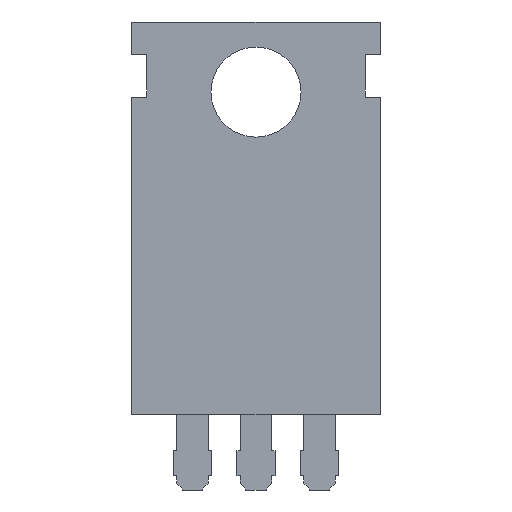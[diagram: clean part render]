
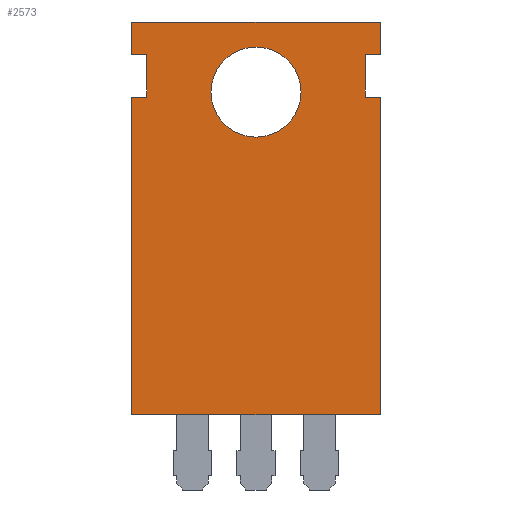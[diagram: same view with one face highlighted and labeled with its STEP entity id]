
A CAD part, front view. The second image highlights one B-rep face of the part: STEP entity #2573.
In plain terms, the highlighted planar face has unit normal (0, -1, 0).
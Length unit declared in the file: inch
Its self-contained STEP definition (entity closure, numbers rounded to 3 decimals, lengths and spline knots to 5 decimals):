
#20 = VERTEX_POINT ( 'NONE', #1781 ) ;
#96 = LINE ( 'NONE', #1468, #7620 ) ;
#126 = EDGE_CURVE ( 'NONE', #7085, #1325, #96, .T. ) ;
#208 = DIRECTION ( 'NONE',  ( 0., 0., 1. ) ) ;
#341 = VECTOR ( 'NONE', #208, 39.37008 ) ;
#357 = CARTESIAN_POINT ( 'NONE',  ( -0.19528, -0.09549, 0.73475 ) ) ;
#474 = CARTESIAN_POINT ( 'NONE',  ( -0.19528, -0.09549, 0.61664 ) ) ;
#633 = DIRECTION ( 'NONE',  ( 0., 0., -1. ) ) ;
#701 = VERTEX_POINT ( 'NONE', #6837 ) ;
#768 = LINE ( 'NONE', #6426, #341 ) ;
#832 = DIRECTION ( 'NONE',  ( 0., 0., 1. ) ) ;
#847 = VERTEX_POINT ( 'NONE', #4669 ) ;
#868 = EDGE_CURVE ( 'NONE', #1325, #1006, #2712, .T. ) ;
#1006 = VERTEX_POINT ( 'NONE', #3661 ) ;
#1013 = VERTEX_POINT ( 'NONE', #1328 ) ;
#1069 = DIRECTION ( 'NONE',  ( -1., 0., 0. ) ) ;
#1127 = ORIENTED_EDGE ( 'NONE', *, *, #5308, .T. ) ;
#1318 = EDGE_CURVE ( 'NONE', #847, #4725, #2582, .T. ) ;
#1325 = VERTEX_POINT ( 'NONE', #3076 ) ;
#1328 = CARTESIAN_POINT ( 'NONE',  ( 0., -0.09549, 0.69538 ) ) ;
#1385 = EDGE_LOOP ( 'NONE', ( #2359, #8011 ) ) ;
#1399 = VECTOR ( 'NONE', #4714, 39.37008 ) ;
#1458 = EDGE_CURVE ( 'NONE', #6288, #1013, #2365, .T. ) ;
#1467 = CARTESIAN_POINT ( 'NONE',  ( -0.17165, -0.09549, 0.61664 ) ) ;
#1468 = CARTESIAN_POINT ( 'NONE',  ( -0.17165, -0.09549, 0.68356 ) ) ;
#1481 = ORIENTED_EDGE ( 'NONE', *, *, #1489, .T. ) ;
#1489 = EDGE_CURVE ( 'NONE', #4391, #7085, #7496, .T. ) ;
#1586 = CARTESIAN_POINT ( 'NONE',  ( 0., -0.09549, 0.62451 ) ) ;
#1663 = PLANE ( 'NONE',  #6585 ) ;
#1768 = ORIENTED_EDGE ( 'NONE', *, *, #5569, .T. ) ;
#1781 = CARTESIAN_POINT ( 'NONE',  ( 0.19528, -0.09549, 0.61664 ) ) ;
#1830 = EDGE_CURVE ( 'NONE', #5237, #847, #6926, .T. ) ;
#1916 = ORIENTED_EDGE ( 'NONE', *, *, #3476, .T. ) ;
#1933 = AXIS2_PLACEMENT_3D ( 'NONE', #1586, #6032, #4089 ) ;
#1957 = CARTESIAN_POINT ( 'NONE',  ( 0.19528, -0.09549, 0.11664 ) ) ;
#1989 = ORIENTED_EDGE ( 'NONE', *, *, #2068, .T. ) ;
#2068 = EDGE_CURVE ( 'NONE', #701, #6258, #3282, .T. ) ;
#2306 = CIRCLE ( 'NONE', #1933, 0.07087 ) ;
#2323 = LINE ( 'NONE', #5959, #5550 ) ;
#2354 = FACE_BOUND ( 'NONE', #1385, .T. ) ;
#2359 = ORIENTED_EDGE ( 'NONE', *, *, #6421, .F. ) ;
#2365 = CIRCLE ( 'NONE', #4066, 0.07087 ) ;
#2373 = ORIENTED_EDGE ( 'NONE', *, *, #2600, .T. ) ;
#2573 = ADVANCED_FACE ( 'NONE', ( #7946, #2354 ), #1663, .F. ) ;
#2582 = LINE ( 'NONE', #3820, #3943 ) ;
#2598 = CARTESIAN_POINT ( 'NONE',  ( -0.19528, -0.09549, 0.68356 ) ) ;
#2600 = EDGE_CURVE ( 'NONE', #6258, #6694, #6322, .T. ) ;
#2712 = LINE ( 'NONE', #1467, #5476 ) ;
#2757 = VECTOR ( 'NONE', #6894, 39.37008 ) ;
#2825 = CARTESIAN_POINT ( 'NONE',  ( -0.19528, -0.09549, 0.73475 ) ) ;
#3076 = CARTESIAN_POINT ( 'NONE',  ( -0.17165, -0.09549, 0.68356 ) ) ;
#3081 = VECTOR ( 'NONE', #7463, 39.37008 ) ;
#3084 = CARTESIAN_POINT ( 'NONE',  ( 0., -0.09549, 0.55364 ) ) ;
#3282 = LINE ( 'NONE', #7601, #5500 ) ;
#3476 = EDGE_CURVE ( 'NONE', #6694, #20, #768, .T. ) ;
#3567 = LINE ( 'NONE', #5392, #7538 ) ;
#3625 = LINE ( 'NONE', #474, #1399 ) ;
#3661 = CARTESIAN_POINT ( 'NONE',  ( -0.17165, -0.09549, 0.61664 ) ) ;
#3727 = DIRECTION ( 'NONE',  ( 0., 0., 1. ) ) ;
#3798 = EDGE_CURVE ( 'NONE', #4725, #7800, #2323, .T. ) ;
#3820 = CARTESIAN_POINT ( 'NONE',  ( 0.19528, -0.09549, 0.68356 ) ) ;
#3840 = CARTESIAN_POINT ( 'NONE',  ( 0.17165, -0.09549, 0.68356 ) ) ;
#3928 = CARTESIAN_POINT ( 'NONE',  ( 0.19528, -0.09549, 0.68356 ) ) ;
#3943 = VECTOR ( 'NONE', #7474, 39.37008 ) ;
#3976 = DIRECTION ( 'NONE',  ( 0., 0., -1. ) ) ;
#3987 = ORIENTED_EDGE ( 'NONE', *, *, #126, .T. ) ;
#4024 = EDGE_LOOP ( 'NONE', ( #1481, #3987, #7811, #1127, #1989, #2373, #1916, #1768, #6083, #8050, #5654, #5286 ) ) ;
#4066 = AXIS2_PLACEMENT_3D ( 'NONE', #5638, #5682, #633 ) ;
#4089 = DIRECTION ( 'NONE',  ( 0., 0., -1. ) ) ;
#4391 = VERTEX_POINT ( 'NONE', #2825 ) ;
#4419 = CARTESIAN_POINT ( 'NONE',  ( 0.19528, -0.09549, 0.11664 ) ) ;
#4471 = VECTOR ( 'NONE', #832, 39.37008 ) ;
#4634 = CARTESIAN_POINT ( 'NONE',  ( 0.17165, -0.09549, 0.61664 ) ) ;
#4669 = CARTESIAN_POINT ( 'NONE',  ( 0.17165, -0.09549, 0.68356 ) ) ;
#4714 = DIRECTION ( 'NONE',  ( -1., 0., 0. ) ) ;
#4725 = VERTEX_POINT ( 'NONE', #3928 ) ;
#4914 = EDGE_CURVE ( 'NONE', #7800, #4391, #6544, .T. ) ;
#4969 = DIRECTION ( 'NONE',  ( 0., 1., 0. ) ) ;
#5106 = DIRECTION ( 'NONE',  ( 0., 0., -1. ) ) ;
#5237 = VERTEX_POINT ( 'NONE', #4634 ) ;
#5286 = ORIENTED_EDGE ( 'NONE', *, *, #4914, .T. ) ;
#5308 = EDGE_CURVE ( 'NONE', #1006, #701, #3625, .T. ) ;
#5392 = CARTESIAN_POINT ( 'NONE',  ( 0.17165, -0.09549, 0.61664 ) ) ;
#5433 = DIRECTION ( 'NONE',  ( 0., 0., 1. ) ) ;
#5476 = VECTOR ( 'NONE', #3976, 39.37008 ) ;
#5500 = VECTOR ( 'NONE', #5106, 39.37008 ) ;
#5550 = VECTOR ( 'NONE', #5433, 39.37008 ) ;
#5566 = CARTESIAN_POINT ( 'NONE',  ( -0.19528, -0.09549, 0.11664 ) ) ;
#5569 = EDGE_CURVE ( 'NONE', #20, #5237, #3567, .T. ) ;
#5638 = CARTESIAN_POINT ( 'NONE',  ( 0., -0.09549, 0.62451 ) ) ;
#5647 = DIRECTION ( 'NONE',  ( 1., 0., 0. ) ) ;
#5654 = ORIENTED_EDGE ( 'NONE', *, *, #3798, .T. ) ;
#5659 = CARTESIAN_POINT ( 'NONE',  ( -0.19528, -0.09549, 0.68356 ) ) ;
#5682 = DIRECTION ( 'NONE',  ( 0., -1., 0. ) ) ;
#5959 = CARTESIAN_POINT ( 'NONE',  ( 0.19528, -0.09549, 0.73475 ) ) ;
#6012 = CARTESIAN_POINT ( 'NONE',  ( 0.19528, -0.09549, 0.73475 ) ) ;
#6032 = DIRECTION ( 'NONE',  ( 0., -1., 0. ) ) ;
#6083 = ORIENTED_EDGE ( 'NONE', *, *, #1830, .T. ) ;
#6230 = VECTOR ( 'NONE', #1069, 39.37008 ) ;
#6258 = VERTEX_POINT ( 'NONE', #5566 ) ;
#6288 = VERTEX_POINT ( 'NONE', #3084 ) ;
#6322 = LINE ( 'NONE', #1957, #3081 ) ;
#6421 = EDGE_CURVE ( 'NONE', #1013, #6288, #2306, .T. ) ;
#6426 = CARTESIAN_POINT ( 'NONE',  ( 0.19528, -0.09549, 0.61664 ) ) ;
#6544 = LINE ( 'NONE', #357, #6230 ) ;
#6585 = AXIS2_PLACEMENT_3D ( 'NONE', #6817, #4969, #3727 ) ;
#6694 = VERTEX_POINT ( 'NONE', #4419 ) ;
#6817 = CARTESIAN_POINT ( 'NONE',  ( 0., -0.09549, 0. ) ) ;
#6837 = CARTESIAN_POINT ( 'NONE',  ( -0.19528, -0.09549, 0.61664 ) ) ;
#6894 = DIRECTION ( 'NONE',  ( 0., 0., -1. ) ) ;
#6926 = LINE ( 'NONE', #3840, #4471 ) ;
#7085 = VERTEX_POINT ( 'NONE', #2598 ) ;
#7463 = DIRECTION ( 'NONE',  ( 1., 0., 0. ) ) ;
#7474 = DIRECTION ( 'NONE',  ( 1., 0., 0. ) ) ;
#7496 = LINE ( 'NONE', #5659, #2757 ) ;
#7538 = VECTOR ( 'NONE', #7873, 39.37008 ) ;
#7601 = CARTESIAN_POINT ( 'NONE',  ( -0.19528, -0.09549, 0.11664 ) ) ;
#7620 = VECTOR ( 'NONE', #5647, 39.37008 ) ;
#7800 = VERTEX_POINT ( 'NONE', #6012 ) ;
#7811 = ORIENTED_EDGE ( 'NONE', *, *, #868, .T. ) ;
#7873 = DIRECTION ( 'NONE',  ( -1., 0., 0. ) ) ;
#7946 = FACE_OUTER_BOUND ( 'NONE', #4024, .T. ) ;
#8011 = ORIENTED_EDGE ( 'NONE', *, *, #1458, .F. ) ;
#8050 = ORIENTED_EDGE ( 'NONE', *, *, #1318, .T. ) ;
